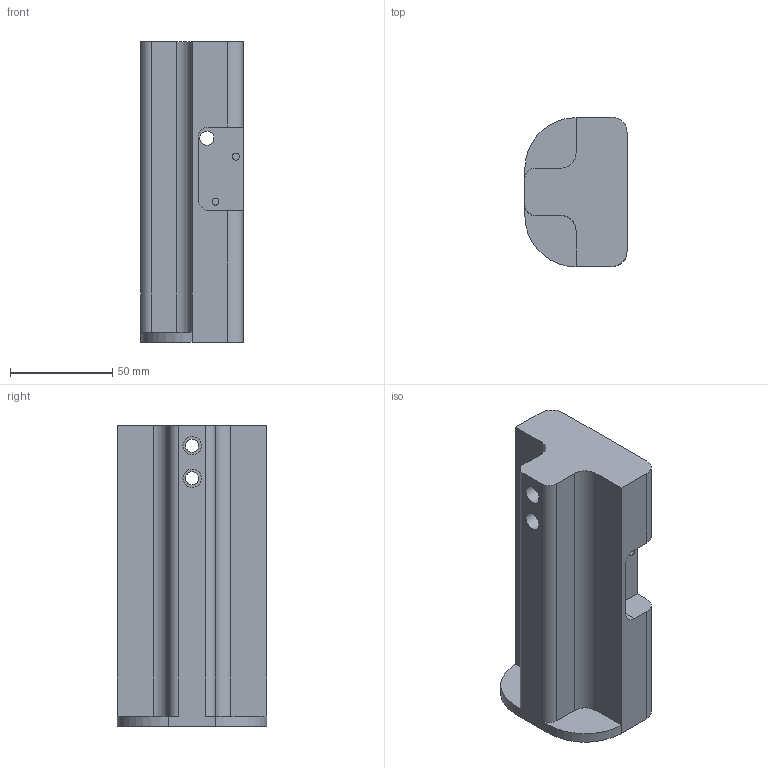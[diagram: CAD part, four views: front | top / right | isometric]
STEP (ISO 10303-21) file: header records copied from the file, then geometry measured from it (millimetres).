
FILE_DESCRIPTION(/* description */ (''),/* implementation_level */ '2;1');
FILE_NAME(/* name */ 'limit switch leg_.step',/* time_stamp */ '2025-08-05T14:30:44-07:00',/* author */ (''),/* organization */ (''),/* preprocessor_version */ 'ST-DEVELOPER v20.1',/* originating_system */ 'Autodesk Translation Framework v14.10.0.0',/* authorisation */ '');
FILE_SCHEMA (('AUTOMOTIVE_DESIGN { 1 0 10303 214 3 1 1 }'));
Length unit declared in the file: inch
Products named in the file (2): limit switch leg; leg3 v7
Assembly tree (1 placements, depth 2):
  limit switch leg
    leg3 v7
Bounding box: 50 x 73 x 147 mm (x, y, z)
Volume: 335921.4 mm3; surface area: 44947.6 mm2
Topology: 1 solids, 1 shells, 38 faces, 94 edges, 62 vertices
Faces by surface type: plane 20, cylinder 18
Full cylindrical faces by diameter (mm): 3.4 x2, 6.367 x2, 7 x1, 9 x2
Entity records: 1205 total; most frequent: DIRECTION 212, CARTESIAN_POINT 197, ORIENTED_EDGE 188, EDGE_CURVE 94, AXIS2_PLACEMENT_3D 77, VERTEX_POINT 62, LINE 58, VECTOR 58
